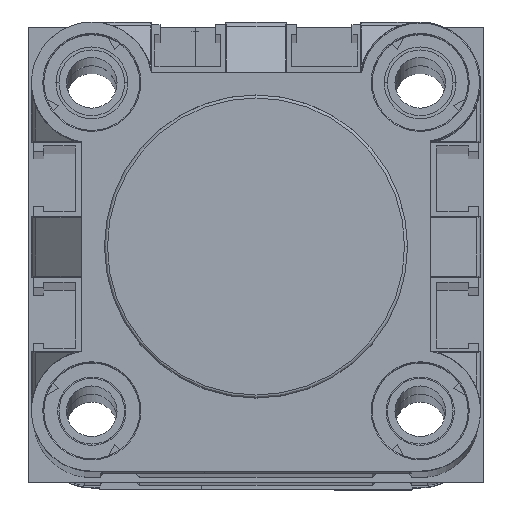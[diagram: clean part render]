
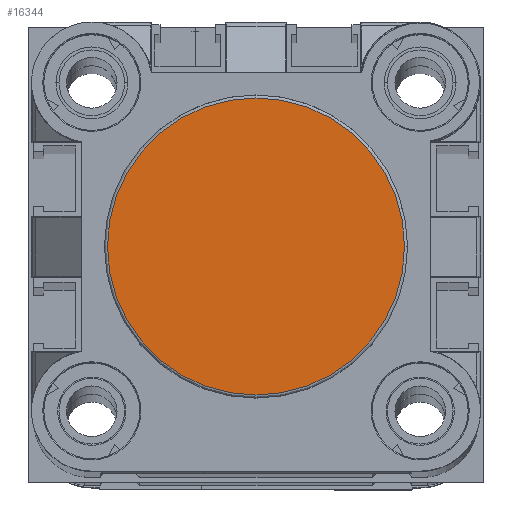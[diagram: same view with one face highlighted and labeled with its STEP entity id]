
A CAD part, top view. The second image highlights one B-rep face of the part: STEP entity #16344.
In plain terms, the highlighted planar face has unit normal (0, 0, 1).
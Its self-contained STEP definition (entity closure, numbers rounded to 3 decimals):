
#1120 = CARTESIAN_POINT ( 'NONE',  ( 17.25, -17.25, 30. ) ) ;
#3666 = DIRECTION ( 'NONE',  ( 1., 0., 0. ) ) ;
#5212 = CARTESIAN_POINT ( 'NONE',  ( 17.25, -17.25, 30. ) ) ;
#5913 = VERTEX_POINT ( 'NONE', #27386 ) ;
#6365 = ORIENTED_EDGE ( 'NONE', *, *, #27852, .T. ) ;
#6796 = CIRCLE ( 'NONE', #32547, 14.7 ) ;
#7693 = CARTESIAN_POINT ( 'NONE',  ( 17.25, -17.25, 30. ) ) ;
#7721 = DIRECTION ( 'NONE',  ( 1., 0., 0. ) ) ;
#10209 = DIRECTION ( 'NONE',  ( 1., 0., 0. ) ) ;
#10282 = VERTEX_POINT ( 'NONE', #31962 ) ;
#15815 = AXIS2_PLACEMENT_3D ( 'NONE', #5212, #22788, #7721 ) ;
#16344 = ADVANCED_FACE ( 'NONE', ( #24707 ), #20258, .T. ) ;
#18708 = DIRECTION ( 'NONE',  ( 0., 0., 1. ) ) ;
#20258 = PLANE ( 'NONE',  #15815 ) ;
#21611 = ORIENTED_EDGE ( 'NONE', *, *, #27995, .T. ) ;
#21759 = CIRCLE ( 'NONE', #22516, 14.7 ) ;
#22516 = AXIS2_PLACEMENT_3D ( 'NONE', #1120, #18708, #3666 ) ;
#22788 = DIRECTION ( 'NONE',  ( 0., 0., 1. ) ) ;
#23007 = EDGE_LOOP ( 'NONE', ( #21611, #6365 ) ) ;
#24707 = FACE_OUTER_BOUND ( 'NONE', #23007, .T. ) ;
#25254 = DIRECTION ( 'NONE',  ( 0., 0., 1. ) ) ;
#27386 = CARTESIAN_POINT ( 'NONE',  ( 31.95, -17.25, 30. ) ) ;
#27852 = EDGE_CURVE ( 'NONE', #10282, #5913, #21759, .T. ) ;
#27995 = EDGE_CURVE ( 'NONE', #5913, #10282, #6796, .T. ) ;
#31962 = CARTESIAN_POINT ( 'NONE',  ( 2.55, -17.25, 30. ) ) ;
#32547 = AXIS2_PLACEMENT_3D ( 'NONE', #7693, #25254, #10209 ) ;
